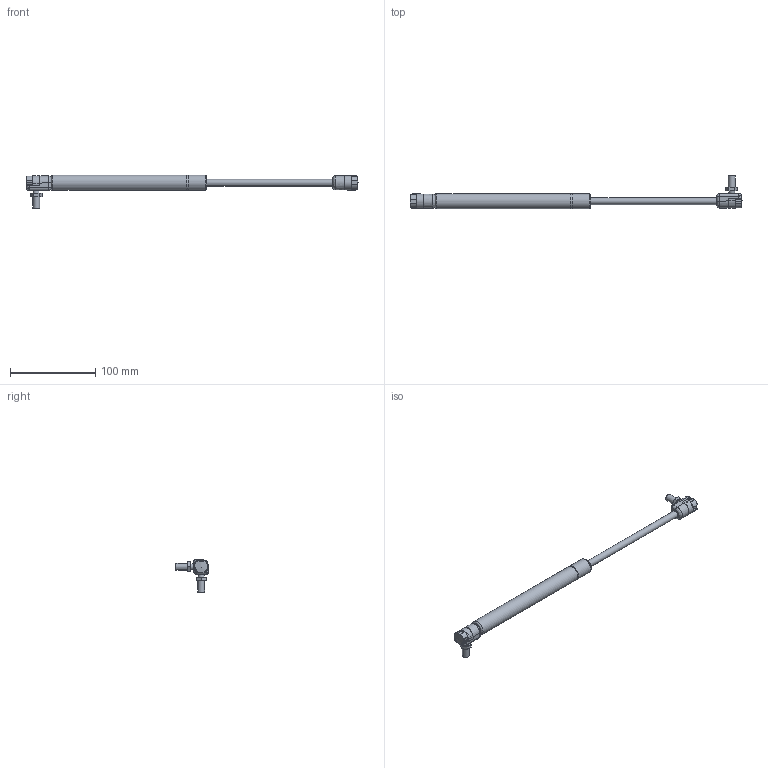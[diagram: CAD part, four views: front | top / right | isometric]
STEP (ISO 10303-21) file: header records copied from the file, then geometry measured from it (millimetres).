
FILE_DESCRIPTION(/* description */ (''),/* implementation_level */ '2;1');
FILE_NAME(/* name */ 'DR_SB-365-B.stp',/* time_stamp */ '2017-09-18T15:52:42+09:00',/* author */ ('user'),/* organization */ (''),/* preprocessor_version */ 'ST-DEVELOPER v15.6',/* originating_system */ 'Autodesk Inventor 2015',/* authorisation */ '');
FILE_SCHEMA (('AUTOMOTIVE_DESIGN { 1 0 10303 214 3 1 1 }'));
Length unit declared in the file: millimetre
Products named in the file (6): DR_SB-365-B-BASE; DR_SB-365-B-SUPPORT; DR_1830-M8-PL-SC; DR_SB-761 SCREW2 - 14; DR_SB-365-B
Bounding box: 389 x 39.53 x 39.53 mm (x, y, z)
Volume: 59943.2 mm3; surface area: 29246.9 mm2
Topology: 8 solids, 8 shells, 232 faces, 604 edges, 385 vertices
Faces by surface type: plane 129, cylinder 41, bspline 28, sphere 20, torus 9, cone 5
Full cylindrical faces by diameter (mm): 6 x1, 6.401 x2, 8 x5, 16 x1, 18 x2
Entity records: 4279 total; most frequent: CARTESIAN_POINT 1210, DIRECTION 633, ORIENTED_EDGE 578, EDGE_CURVE 289, AXIS2_PLACEMENT_3D 242, VERTEX_POINT 193, EDGE_LOOP 154, LINE 149
